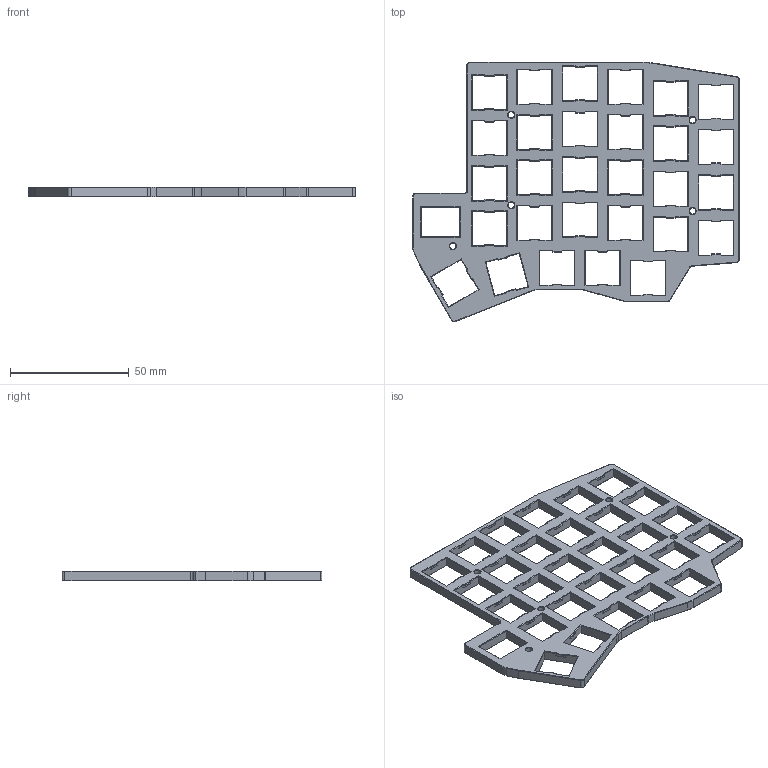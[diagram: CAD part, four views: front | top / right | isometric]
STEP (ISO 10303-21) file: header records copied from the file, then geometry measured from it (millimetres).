
FILE_DESCRIPTION(/* description */ ('STEP AP242','CAx-IF Rec.Pracs.---Representation and Presentation of Product Manufacturing Information (PMI)---4.0---2014-10-13','CAx-IF Rec.Pracs.---3D Tessellated Geometry---0.4---2014-09-14','2;1'),/* implementation_level */ '2;1');
FILE_NAME(/* name */ '669e848c24d7b648bc7ed6c2',/* time_stamp */ '2024-07-22T16:10:54Z',/* author */ (''),/* organization */ (''),/* preprocessor_version */ 'ST-DEVELOPER v20',/* originating_system */ ' ',/* authorisation */ ' ');
FILE_SCHEMA (('AP242_MANAGED_MODEL_BASED_3D_ENGINEERING_MIM_LF { 1 0 10303 442 1 1 4 }'));
Length unit declared in the file: metre
Products named in the file (1): Top Plate
Bounding box: 137.19 x 109.24 x 4.2 mm (x, y, z)
Volume: 23345.4 mm3; surface area: 20216.5 mm2
Topology: 1 solids, 1 shells, 1399 faces, 3531 edges, 2134 vertices
Faces by surface type: plane 1339, cone 40, cylinder 20
Full cylindrical faces by diameter (mm): 2.6 x5
Entity records: 40352 total; most frequent: CARTESIAN_POINT 7050, ORIENTED_EDGE 7032, DIRECTION 6396, EDGE_CURVE 3516, LINE 3436, VECTOR 3436, VERTEX_POINT 2134, EDGE_LOOP 1484
